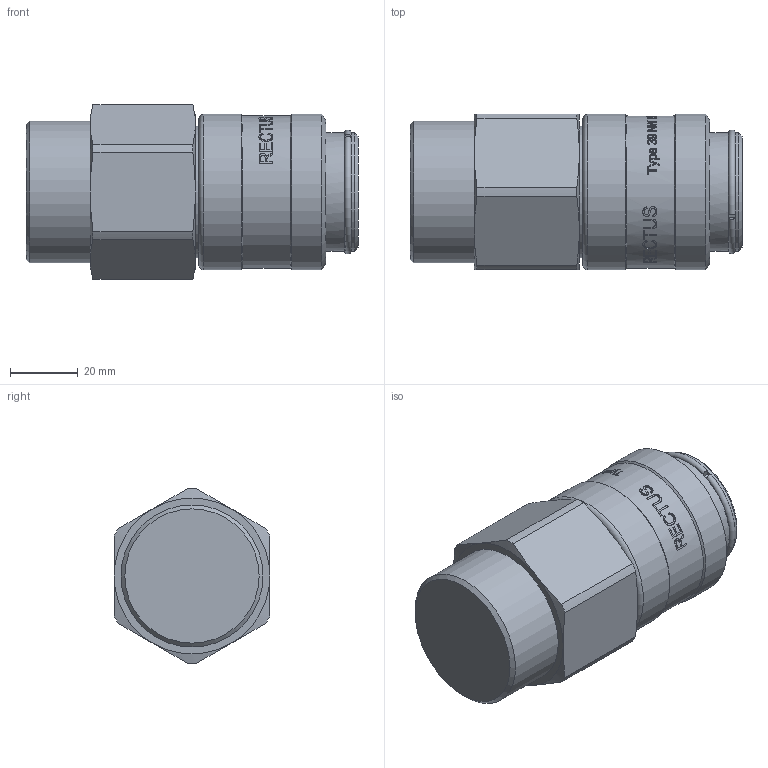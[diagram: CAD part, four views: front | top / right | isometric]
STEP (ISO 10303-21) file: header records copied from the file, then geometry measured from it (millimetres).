
FILE_DESCRIPTION((''),'2;1');
FILE_NAME('39kbaw42mpx.stp','2014-10-24T07:04:02',('AS035480'),(''),'Autodesk Inventor 2013','Autodesk Inventor 2013','');
FILE_SCHEMA(('AUTOMOTIVE_DESIGN { 1 0 10303 214 1 1 1 1 }'));
Length unit declared in the file: millimetre
Products named in the file (1): D112491
Bounding box: 98 x 46 x 51.64 mm (x, y, z)
Volume: 147343.1 mm3; surface area: 28617.3 mm2
Topology: 2 solids, 2 shells, 504 faces, 1316 edges, 870 vertices
Faces by surface type: bspline 228, plane 182, cylinder 64, cone 26, torus 4
Full cylindrical faces by diameter (mm): 32.6 x1, 35 x3, 36 x1, 38.8 x1, 39.4 x1, 41.5 x1, 41.91 x1, 45 x1, 46 x2
Entity records: 71477 total; most frequent: CARTESIAN_POINT 60502, ORIENTED_EDGE 2572, DIRECTION 1343, EDGE_CURVE 1286, VERTEX_POINT 867, B_SPLINE_CURVE_WITH_KNOTS 629, EDGE_LOOP 589, FACE_OUTER_BOUND 504
